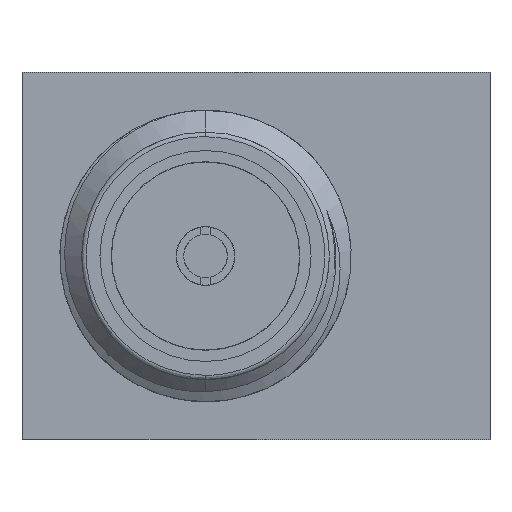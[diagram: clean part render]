
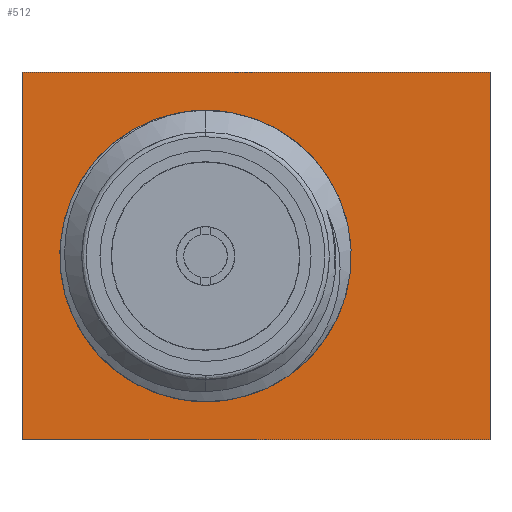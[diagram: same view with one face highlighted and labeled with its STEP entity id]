
A CAD part, left-side view. The second image highlights one B-rep face of the part: STEP entity #512.
In plain terms, the highlighted planar face has unit normal (-1, 0, 0).
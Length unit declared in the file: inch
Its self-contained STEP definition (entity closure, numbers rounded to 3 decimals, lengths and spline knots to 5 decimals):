
#71 = DIRECTION ( 'NONE',  ( 0., 0., -1. ) ) ;
#102 = ORIENTED_EDGE ( 'NONE', *, *, #1827, .T. ) ;
#116 = LINE ( 'NONE', #2612, #356 ) ;
#130 = CARTESIAN_POINT ( 'NONE',  ( 0.31024, -0.24409, 0.15748 ) ) ;
#136 = AXIS2_PLACEMENT_3D ( 'NONE', #2347, #1111, #71 ) ;
#229 = CARTESIAN_POINT ( 'NONE',  ( 0.31024, -0.24409, 0.15748 ) ) ;
#277 = CARTESIAN_POINT ( 'NONE',  ( 0.31024, 0., 0. ) ) ;
#294 = CIRCLE ( 'NONE', #2581, 0.1063 ) ;
#356 = VECTOR ( 'NONE', #2626, 39.37008 ) ;
#481 = ORIENTED_EDGE ( 'NONE', *, *, #1766, .T. ) ;
#512 = ADVANCED_FACE ( 'NONE', ( #2621, #2327 ), #1582, .T. ) ;
#590 = DIRECTION ( 'NONE',  ( 0., 0., 1. ) ) ;
#630 = DIRECTION ( 'NONE',  ( 0., -1., 0. ) ) ;
#764 = CARTESIAN_POINT ( 'NONE',  ( 0.31024, 0., 0.1063 ) ) ;
#894 = ORIENTED_EDGE ( 'NONE', *, *, #1295, .T. ) ;
#1076 = DIRECTION ( 'NONE',  ( -1., 0., 0. ) ) ;
#1111 = DIRECTION ( 'NONE',  ( 1., 0., 0. ) ) ;
#1239 = VERTEX_POINT ( 'NONE', #2770 ) ;
#1267 = CARTESIAN_POINT ( 'NONE',  ( 0.31024, -0.24409, -0.15748 ) ) ;
#1271 = VERTEX_POINT ( 'NONE', #1267 ) ;
#1295 = EDGE_CURVE ( 'NONE', #3199, #1546, #294, .T. ) ;
#1347 = ORIENTED_EDGE ( 'NONE', *, *, #1358, .T. ) ;
#1358 = EDGE_CURVE ( 'NONE', #1546, #3199, #3054, .T. ) ;
#1375 = LINE ( 'NONE', #1890, #3167 ) ;
#1407 = AXIS2_PLACEMENT_3D ( 'NONE', #3049, #1076, #590 ) ;
#1499 = DIRECTION ( 'NONE',  ( 0., 0., -1. ) ) ;
#1546 = VERTEX_POINT ( 'NONE', #764 ) ;
#1582 = PLANE ( 'NONE',  #1407 ) ;
#1604 = DIRECTION ( 'NONE',  ( 0., 0., 1. ) ) ;
#1645 = CARTESIAN_POINT ( 'NONE',  ( 0.31024, 0.15748, 0.15748 ) ) ;
#1703 = ORIENTED_EDGE ( 'NONE', *, *, #3142, .T. ) ;
#1766 = EDGE_CURVE ( 'NONE', #1239, #1271, #1375, .T. ) ;
#1827 = EDGE_CURVE ( 'NONE', #3290, #2022, #2139, .T. ) ;
#1890 = CARTESIAN_POINT ( 'NONE',  ( 0.31024, 0.15748, -0.15748 ) ) ;
#1983 = EDGE_LOOP ( 'NONE', ( #894, #1347 ) ) ;
#2022 = VERTEX_POINT ( 'NONE', #2940 ) ;
#2139 = LINE ( 'NONE', #1645, #3007 ) ;
#2327 = FACE_OUTER_BOUND ( 'NONE', #2550, .T. ) ;
#2347 = CARTESIAN_POINT ( 'NONE',  ( 0.31024, 0., 0. ) ) ;
#2508 = ORIENTED_EDGE ( 'NONE', *, *, #3125, .T. ) ;
#2550 = EDGE_LOOP ( 'NONE', ( #481, #2508, #102, #1703 ) ) ;
#2581 = AXIS2_PLACEMENT_3D ( 'NONE', #277, #3243, #1499 ) ;
#2612 = CARTESIAN_POINT ( 'NONE',  ( 0.31024, 0.15748, 0.15748 ) ) ;
#2621 = FACE_BOUND ( 'NONE', #1983, .T. ) ;
#2626 = DIRECTION ( 'NONE',  ( 0., 0., -1. ) ) ;
#2667 = DIRECTION ( 'NONE',  ( 0., 1., 0. ) ) ;
#2770 = CARTESIAN_POINT ( 'NONE',  ( 0.31024, 0.15748, -0.15748 ) ) ;
#2926 = CARTESIAN_POINT ( 'NONE',  ( 0.31024, 0., -0.1063 ) ) ;
#2940 = CARTESIAN_POINT ( 'NONE',  ( 0.31024, 0.15748, 0.15748 ) ) ;
#3007 = VECTOR ( 'NONE', #2667, 39.37008 ) ;
#3049 = CARTESIAN_POINT ( 'NONE',  ( 0.31024, -0.04331, 0. ) ) ;
#3054 = CIRCLE ( 'NONE', #136, 0.1063 ) ;
#3125 = EDGE_CURVE ( 'NONE', #1271, #3290, #3190, .T. ) ;
#3142 = EDGE_CURVE ( 'NONE', #2022, #1239, #116, .T. ) ;
#3167 = VECTOR ( 'NONE', #630, 39.37008 ) ;
#3190 = LINE ( 'NONE', #130, #3225 ) ;
#3199 = VERTEX_POINT ( 'NONE', #2926 ) ;
#3225 = VECTOR ( 'NONE', #1604, 39.37008 ) ;
#3243 = DIRECTION ( 'NONE',  ( 1., 0., 0. ) ) ;
#3290 = VERTEX_POINT ( 'NONE', #229 ) ;
